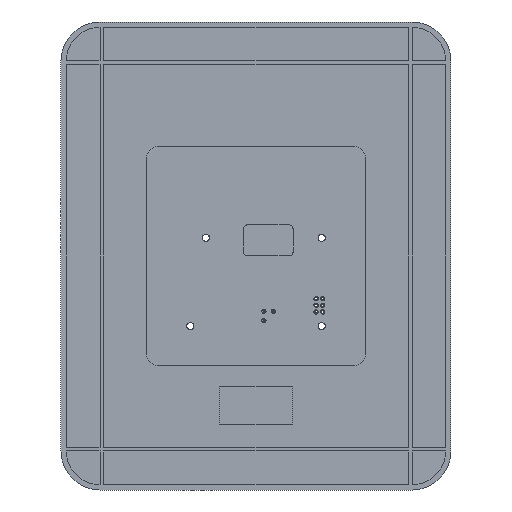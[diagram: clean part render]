
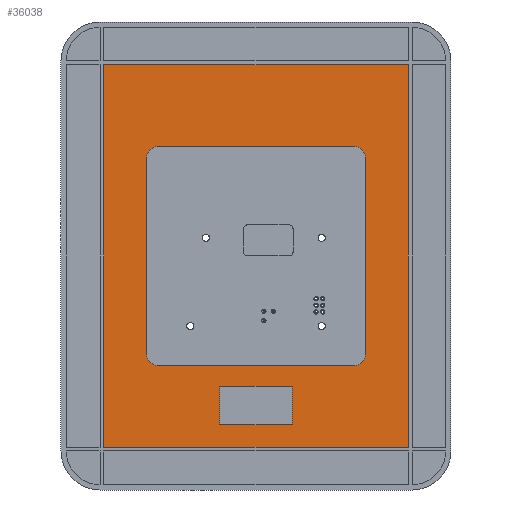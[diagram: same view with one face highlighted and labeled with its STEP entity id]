
A CAD part, front view. The second image highlights one B-rep face of the part: STEP entity #36038.
In plain terms, the highlighted planar face has unit normal (0, -1, 0).
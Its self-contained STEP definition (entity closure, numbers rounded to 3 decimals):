
#2167=FACE_BOUND('',#7883,.T.);
#2168=FACE_BOUND('',#7884,.T.);
#3427=CIRCLE('',#39714,4.);
#3428=CIRCLE('',#39715,4.);
#3429=CIRCLE('',#39716,4.);
#3430=CIRCLE('',#39717,4.);
#5868=FACE_OUTER_BOUND('',#7882,.T.);
#7882=EDGE_LOOP('',(#32531,#32532,#32533,#32534));
#7883=EDGE_LOOP('',(#32535,#32536,#32537,#32538));
#7884=EDGE_LOOP('',(#32539,#32540,#32541,#32542,#32543,#32544,#32545,#32546));
#11338=LINE('',#59276,#14925);
#11342=LINE('',#59284,#14929);
#11345=LINE('',#59290,#14932);
#11348=LINE('',#59295,#14935);
#11374=LINE('',#59349,#14961);
#11379=LINE('',#59359,#14966);
#11382=LINE('',#59366,#14969);
#11386=LINE('',#59374,#14973);
#11389=LINE('',#59380,#14976);
#11392=LINE('',#59385,#14979);
#11468=LINE('',#59553,#15055);
#11469=LINE('',#59558,#15056);
#14925=VECTOR('',#49255,10.);
#14929=VECTOR('',#49261,10.);
#14932=VECTOR('',#49266,10.);
#14935=VECTOR('',#49271,10.);
#14961=VECTOR('',#49315,10.);
#14966=VECTOR('',#49322,10.);
#14969=VECTOR('',#49327,10.);
#14973=VECTOR('',#49333,10.);
#14976=VECTOR('',#49338,10.);
#14979=VECTOR('',#49343,10.);
#15055=VECTOR('',#49487,10.);
#15056=VECTOR('',#49492,10.);
#18174=VERTEX_POINT('',#59274);
#18175=VERTEX_POINT('',#59275);
#18178=VERTEX_POINT('',#59283);
#18180=VERTEX_POINT('',#59289);
#18199=VERTEX_POINT('',#59346);
#18200=VERTEX_POINT('',#59348);
#18203=VERTEX_POINT('',#59356);
#18204=VERTEX_POINT('',#59358);
#18206=VERTEX_POINT('',#59364);
#18207=VERTEX_POINT('',#59365);
#18210=VERTEX_POINT('',#59373);
#18212=VERTEX_POINT('',#59379);
#18270=VERTEX_POINT('',#59550);
#18271=VERTEX_POINT('',#59552);
#18272=VERTEX_POINT('',#59555);
#18273=VERTEX_POINT('',#59557);
#22933=EDGE_CURVE('',#18174,#18175,#11338,.T.);
#22937=EDGE_CURVE('',#18175,#18178,#11342,.T.);
#22940=EDGE_CURVE('',#18178,#18180,#11345,.T.);
#22943=EDGE_CURVE('',#18180,#18174,#11348,.T.);
#22969=EDGE_CURVE('',#18200,#18199,#11374,.T.);
#22974=EDGE_CURVE('',#18204,#18203,#11379,.T.);
#22977=EDGE_CURVE('',#18206,#18207,#11382,.T.);
#22981=EDGE_CURVE('',#18207,#18210,#11386,.T.);
#22984=EDGE_CURVE('',#18210,#18212,#11389,.T.);
#22987=EDGE_CURVE('',#18212,#18206,#11392,.T.);
#23066=EDGE_CURVE('',#18199,#18270,#3427,.T.);
#23067=EDGE_CURVE('',#18270,#18271,#11468,.T.);
#23068=EDGE_CURVE('',#18271,#18204,#3428,.T.);
#23069=EDGE_CURVE('',#18203,#18272,#3429,.T.);
#23070=EDGE_CURVE('',#18272,#18273,#11469,.T.);
#23071=EDGE_CURVE('',#18273,#18200,#3430,.T.);
#32531=ORIENTED_EDGE('',*,*,#22977,.T.);
#32532=ORIENTED_EDGE('',*,*,#22981,.T.);
#32533=ORIENTED_EDGE('',*,*,#22984,.T.);
#32534=ORIENTED_EDGE('',*,*,#22987,.T.);
#32535=ORIENTED_EDGE('',*,*,#22940,.T.);
#32536=ORIENTED_EDGE('',*,*,#22943,.T.);
#32537=ORIENTED_EDGE('',*,*,#22933,.T.);
#32538=ORIENTED_EDGE('',*,*,#22937,.T.);
#32539=ORIENTED_EDGE('',*,*,#23066,.T.);
#32540=ORIENTED_EDGE('',*,*,#23067,.T.);
#32541=ORIENTED_EDGE('',*,*,#23068,.T.);
#32542=ORIENTED_EDGE('',*,*,#22974,.T.);
#32543=ORIENTED_EDGE('',*,*,#23069,.T.);
#32544=ORIENTED_EDGE('',*,*,#23070,.T.);
#32545=ORIENTED_EDGE('',*,*,#23071,.T.);
#32546=ORIENTED_EDGE('',*,*,#22969,.T.);
#34216=PLANE('',#39713);
#36038=ADVANCED_FACE('',(#5868,#2167,#2168),#34216,.F.);
#39713=AXIS2_PLACEMENT_3D('',#59549,#49483,#49484);
#39714=AXIS2_PLACEMENT_3D('',#59551,#49485,#49486);
#39715=AXIS2_PLACEMENT_3D('',#59554,#49488,#49489);
#39716=AXIS2_PLACEMENT_3D('',#59556,#49490,#49491);
#39717=AXIS2_PLACEMENT_3D('',#59559,#49493,#49494);
#49255=DIRECTION('',(-1.,0.,0.));
#49261=DIRECTION('',(0.,0.,1.));
#49266=DIRECTION('',(1.,0.,0.));
#49271=DIRECTION('',(0.,0.,-1.));
#49315=DIRECTION('',(0.,0.,-1.));
#49322=DIRECTION('',(0.,0.,1.));
#49327=DIRECTION('',(-1.,0.,0.));
#49333=DIRECTION('',(0.,0.,-1.));
#49338=DIRECTION('',(1.,0.,0.));
#49343=DIRECTION('',(0.,0.,1.));
#49483=DIRECTION('center_axis',(0.,1.,0.));
#49484=DIRECTION('ref_axis',(1.,0.,0.));
#49485=DIRECTION('center_axis',(0.,1.,0.));
#49486=DIRECTION('ref_axis',(1.,0.,0.));
#49487=DIRECTION('',(-1.,0.,0.));
#49488=DIRECTION('center_axis',(0.,1.,0.));
#49489=DIRECTION('ref_axis',(0.,0.,-1.));
#49490=DIRECTION('center_axis',(0.,1.,0.));
#49491=DIRECTION('ref_axis',(-1.,0.,0.));
#49492=DIRECTION('',(1.,0.,0.));
#49493=DIRECTION('center_axis',(0.,1.,0.));
#49494=DIRECTION('ref_axis',(0.,0.,1.));
#59274=CARTESIAN_POINT('',(14.,-2.,-65.));
#59275=CARTESIAN_POINT('',(-14.,-2.,-65.));
#59276=CARTESIAN_POINT('',(-7.,-2.,-65.));
#59283=CARTESIAN_POINT('',(-14.,-2.,-50.));
#59284=CARTESIAN_POINT('',(-14.,-2.,-25.));
#59289=CARTESIAN_POINT('',(14.,-2.,-50.));
#59290=CARTESIAN_POINT('',(7.,-2.,-50.));
#59295=CARTESIAN_POINT('',(14.,-2.,-32.5));
#59346=CARTESIAN_POINT('',(42.,-2.,-38.));
#59348=CARTESIAN_POINT('',(42.,-2.,38.));
#59349=CARTESIAN_POINT('',(42.,-2.,38.));
#59356=CARTESIAN_POINT('',(-42.,-2.,38.));
#59358=CARTESIAN_POINT('',(-42.,-2.,-38.));
#59359=CARTESIAN_POINT('',(-42.,-2.,-38.));
#59364=CARTESIAN_POINT('',(58.5,-2.,73.5));
#59365=CARTESIAN_POINT('',(-58.5,-2.,73.5));
#59366=CARTESIAN_POINT('',(-29.25,-2.,73.5));
#59373=CARTESIAN_POINT('',(-58.5,-2.,-73.5));
#59374=CARTESIAN_POINT('',(-58.5,-2.,-36.75));
#59379=CARTESIAN_POINT('',(58.5,-2.,-73.5));
#59380=CARTESIAN_POINT('',(29.25,-2.,-73.5));
#59385=CARTESIAN_POINT('',(58.5,-2.,36.75));
#59549=CARTESIAN_POINT('Origin',(0.,-2.,0.));
#59550=CARTESIAN_POINT('',(38.,-2.,-42.));
#59551=CARTESIAN_POINT('Origin',(38.,-2.,-38.));
#59552=CARTESIAN_POINT('',(-38.,-2.,-42.));
#59553=CARTESIAN_POINT('',(38.,-2.,-42.));
#59554=CARTESIAN_POINT('Origin',(-38.,-2.,-38.));
#59555=CARTESIAN_POINT('',(-38.,-2.,42.));
#59556=CARTESIAN_POINT('Origin',(-38.,-2.,38.));
#59557=CARTESIAN_POINT('',(38.,-2.,42.));
#59558=CARTESIAN_POINT('',(-38.,-2.,42.));
#59559=CARTESIAN_POINT('Origin',(38.,-2.,38.));
